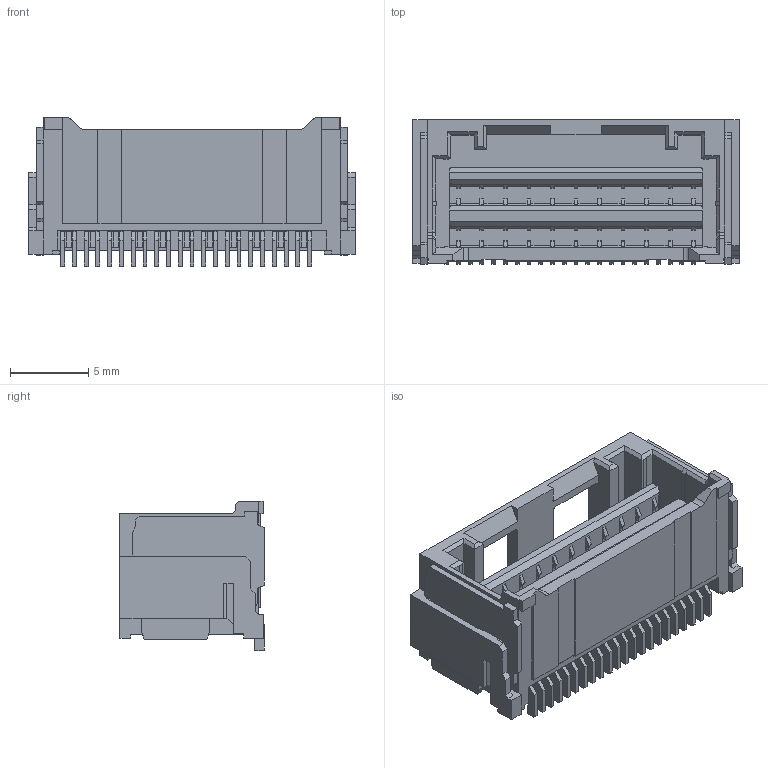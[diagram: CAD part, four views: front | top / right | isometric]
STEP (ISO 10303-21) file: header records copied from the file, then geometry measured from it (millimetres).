
FILE_DESCRIPTION(/* description */ (''),/* implementation_level */ '2;1');
FILE_NAME(/* name */ '2132282210.step',/* time_stamp */ '2024-03-28T21:15:52+01:00',/* author */ (''),/* organization */ (''),/* preprocessor_version */ 'ST-DEVELOPER v20',/* originating_system */ 'Autodesk Translation Framework v12.20.1.177',/* authorisation */ '');
FILE_SCHEMA (('AUTOMOTIVE_DESIGN { 1 0 10303 214 3 1 1 }'));
Length unit declared in the file: millimetre
Products named in the file (1): (Unsaved)
Bounding box: 20.8 x 9.2 x 9.55 mm (x, y, z)
Volume: 801.4 mm3; surface area: 1675.8 mm2
Topology: 1 solids, 1 shells, 1032 faces, 3039 edges, 2012 vertices
Faces by surface type: plane 873, cylinder 159
Entity records: 33941 total; most frequent: CARTESIAN_POINT 6084, ORIENTED_EDGE 6078, DIRECTION 5423, EDGE_CURVE 3039, LINE 2721, VECTOR 2721, VERTEX_POINT 2012, AXIS2_PLACEMENT_3D 1351
